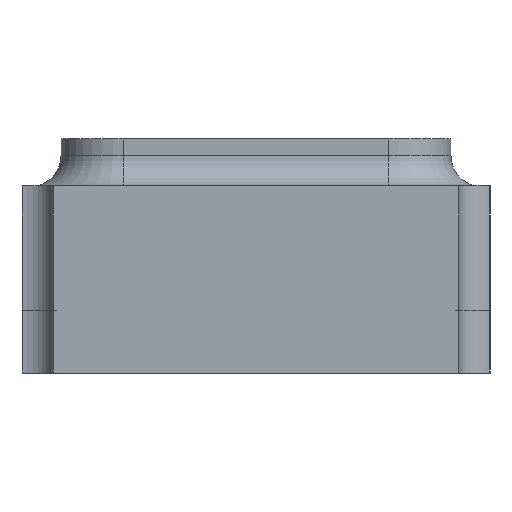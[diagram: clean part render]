
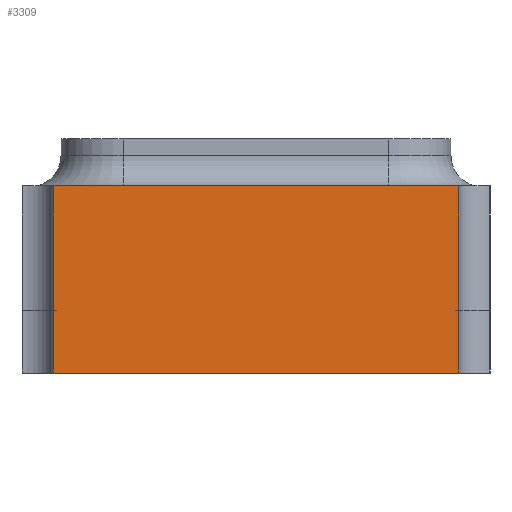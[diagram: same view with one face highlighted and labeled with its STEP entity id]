
A CAD part, left-side view. The second image highlights one B-rep face of the part: STEP entity #3309.
In plain terms, the highlighted planar face has unit normal (-1, 0, 0).
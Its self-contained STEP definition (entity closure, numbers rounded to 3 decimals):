
#366=ORIENTED_EDGE('',*,*,#1035,.T.);
#367=ORIENTED_EDGE('',*,*,#1002,.F.);
#368=ORIENTED_EDGE('',*,*,#1019,.F.);
#369=ORIENTED_EDGE('',*,*,#1036,.F.);
#370=ORIENTED_EDGE('',*,*,#1020,.T.);
#371=ORIENTED_EDGE('',*,*,#1016,.T.);
#1002=EDGE_CURVE('',#1354,#1358,#1600,.T.);
#1016=EDGE_CURVE('',#1347,#1365,#1614,.T.);
#1019=EDGE_CURVE('',#1367,#1354,#1616,.T.);
#1020=EDGE_CURVE('',#1368,#1347,#1617,.T.);
#1035=EDGE_CURVE('',#1365,#1358,#1629,.T.);
#1036=EDGE_CURVE('',#1368,#1367,#1630,.T.);
#1347=VERTEX_POINT('',#4256);
#1354=VERTEX_POINT('',#4270);
#1358=VERTEX_POINT('',#4282);
#1365=VERTEX_POINT('',#4308);
#1367=VERTEX_POINT('',#4314);
#1368=VERTEX_POINT('',#4318);
#1600=LINE('',#4281,#1814);
#1614=LINE('',#4309,#1828);
#1616=LINE('',#4315,#1830);
#1617=LINE('',#4317,#1831);
#1629=LINE('',#4346,#1843);
#1630=LINE('',#4347,#1844);
#1814=VECTOR('',#3697,1000.);
#1828=VECTOR('',#3723,1000.);
#1830=VECTOR('',#3729,1000.);
#1831=VECTOR('',#3732,1000.);
#1843=VECTOR('',#3766,1000.);
#1844=VECTOR('',#3767,1000.);
#2016=EDGE_LOOP('',(#366,#367,#368,#369,#370,#371));
#2172=FACE_BOUND('',#2016,.T.);
#2324=PLANE('',#3481);
#3309=ADVANCED_FACE('',(#2172),#2324,.F.);
#3481=AXIS2_PLACEMENT_3D('',#4345,#3764,#3765);
#3697=DIRECTION('',(0.,0.,-1.));
#3723=DIRECTION('',(0.,0.,-1.));
#3729=DIRECTION('',(0.,0.,-1.));
#3732=DIRECTION('',(0.,0.,-1.));
#3764=DIRECTION('',(1.,0.,0.));
#3765=DIRECTION('',(0.,0.,-1.));
#3766=DIRECTION('',(0.,-1.,0.));
#3767=DIRECTION('',(0.,-1.,0.));
#4256=CARTESIAN_POINT('',(-1.6,0.65,0.2));
#4270=CARTESIAN_POINT('',(-1.6,-0.65,0.2));
#4281=CARTESIAN_POINT('',(-1.6,-0.65,0.6));
#4282=CARTESIAN_POINT('',(-1.6,-0.65,0.));
#4308=CARTESIAN_POINT('',(-1.6,0.65,0.));
#4309=CARTESIAN_POINT('',(-1.6,0.65,0.6));
#4314=CARTESIAN_POINT('',(-1.6,-0.65,0.6));
#4315=CARTESIAN_POINT('',(-1.6,-0.65,0.6));
#4317=CARTESIAN_POINT('',(-1.6,0.65,0.6));
#4318=CARTESIAN_POINT('',(-1.6,0.65,0.6));
#4345=CARTESIAN_POINT('',(-1.6,0.65,0.6));
#4346=CARTESIAN_POINT('',(-1.6,0.65,0.));
#4347=CARTESIAN_POINT('',(-1.6,0.65,0.6));
